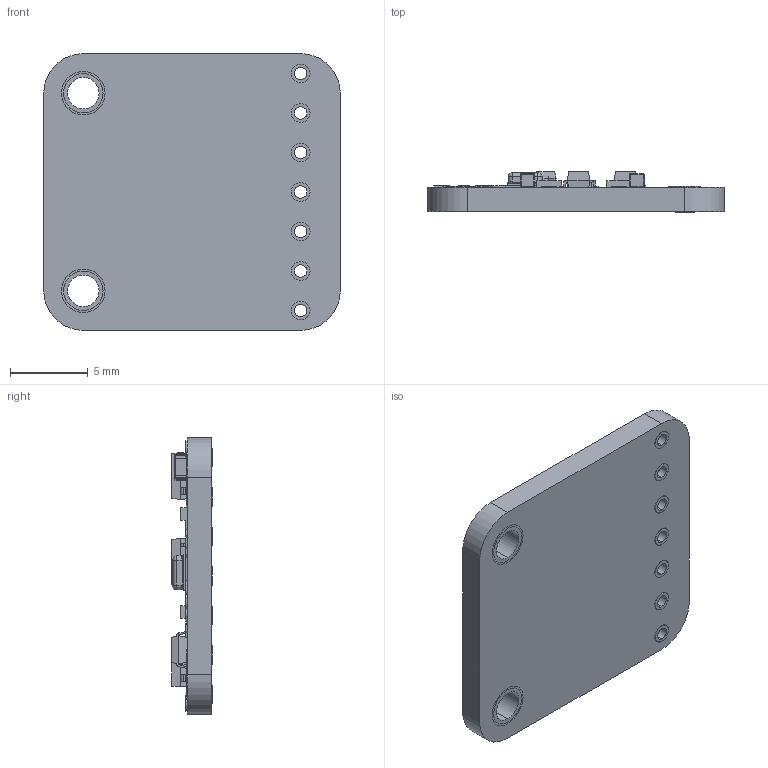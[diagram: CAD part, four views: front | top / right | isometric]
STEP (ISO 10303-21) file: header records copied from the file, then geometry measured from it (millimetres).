
FILE_DESCRIPTION (( 'STEP AP214' ), '1' );
FILE_NAME ('bme280.STEP', '2022-01-17T00:17:40', ( '' ), ( '' ), 'SwSTEP 2.0', 'SolidWorks 2020', '' );
FILE_SCHEMA (( 'AUTOMOTIVE_DESIGN' ));
Length unit declared in the file: inch
Products named in the file (15): LD2985BM33R v1.STEP; BAS16HT1G_SOD-323 v1.STEP; bme280; BSS138 v1.STEP; SMD-Kondensator_gelb_0603 v2.STEP; BME280_1.STEP; ScrewPad_M2_01.STEP; SMD-Widerstand_CRL0603 v2.STEP; CtsPad_01.STEP; Sensor BME280 v1.STEP; PCB_01.STEP; User Library-BME280-2.STEP; cercle dor_X_E9.STEP; Lettre.STEP; logo datafruit.STEP
Assembly tree (28 placements, depth 4):
  bme280
    User Library-BME280-2.STEP
      BME280_1.STEP
        PCB_01.STEP
        ScrewPad_M2_01.STEP  x2
        CtsPad_01.STEP  x7
      Sensor BME280 v1.STEP
      SMD-Kondensator_gelb_0603 v2.STEP  x2
      LD2985BM33R v1.STEP
      BAS16HT1G_SOD-323 v1.STEP
      SMD-Widerstand_CRL0603 v2.STEP  x5
      BSS138 v1.STEP  x2
      cercle dor_X_E9.STEP  x2
      Lettre.STEP
      logo datafruit.STEP
Bounding box: 19.05 x 2.6 x 17.78 mm (x, y, z)
Volume: 530.9 mm3; surface area: 1158.1 mm2
Topology: 58 solids, 58 shells, 1318 faces, 3358 edges, 2146 vertices
Faces by surface type: plane 720, bspline 332, cylinder 262, torus 4
Entity records: 37048 total; most frequent: CARTESIAN_POINT 11200, ORIENTED_EDGE 5358, DIRECTION 3802, EDGE_CURVE 2679, VERTEX_POINT 1758, VECTOR 1736, LINE 1736, EDGE_LOOP 1111
